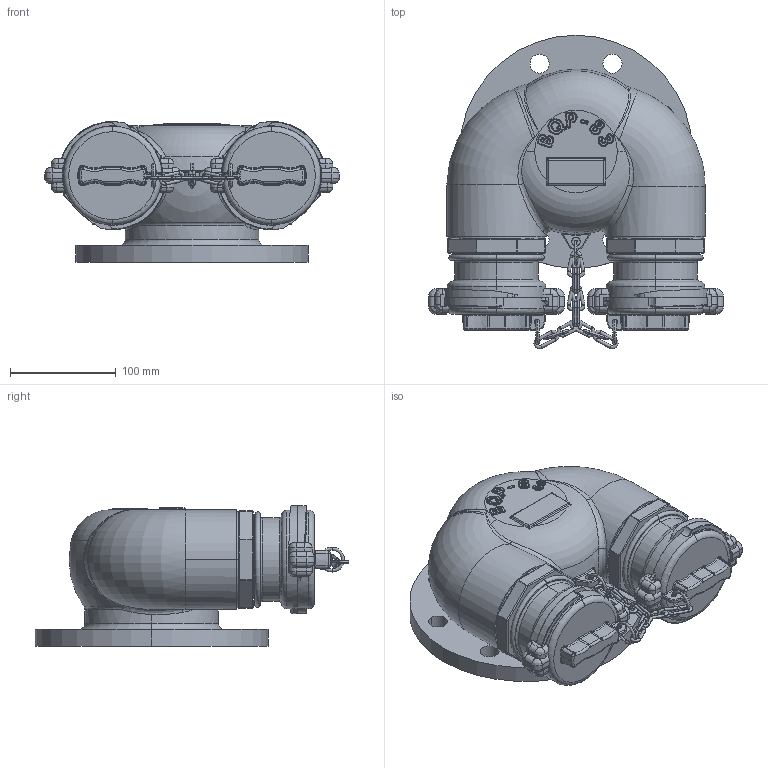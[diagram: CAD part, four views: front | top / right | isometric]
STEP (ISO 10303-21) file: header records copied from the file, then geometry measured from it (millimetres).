
FILE_DESCRIPTION(('STEP AP203'),'1');
FILE_NAME('Hong tiep nuoc 2 cua.stp','2025-07-15T11:50:05',(' '),(' '),'Spatial InterOp 3D',' ',' ');
FILE_SCHEMA(('CONFIG_CONTROL_DESIGN'));
Length unit declared in the file: millimetre
Products named in the file (33): HTN2C; Sweep1; Mirror1[9]; Move Face1; Body-Move/Copy11; <d?u n?i 65>-<Combine1>; Mirror1[3]; Mirror1[6]; <Gioang cao su dau noi>-<Revolve1>; Mirror1[1]; Body-Move/Copy2[1]; Mirror1[10]; <BV sp d?u n?i>-<Cut-Extrude1>; Mirror1[12]; <d?m cao su>-<Revolve1>; Body-Move/Copy7; Body-Move/Copy17; Body-Move/Copy9[1]; Mirror1[4]; Mirror1[5]; Body-Move/Copy14; Body-Move/Copy8[2]; Body-Move/Copy9[2]; Mirror1[14]; Boss-Extrude2; Mirror1[8]; Mirror1[13]; Body-Move/Copy15; Mirror1[2]; <Nap day D65 10424>-<Imported1>; Body-Move/Copy2[2]; Mirror1[7]; Mirror1[11]
Assembly tree (32 placements, depth 2):
  HTN2C
    Sweep1
    Mirror1[9]
    Move Face1
    Body-Move/Copy11
    <d?u n?i 65>-<Combine1>
    Mirror1[3]
    Mirror1[6]
    <Gioang cao su dau noi>-<Revolve1>
    Mirror1[1]
    Body-Move/Copy2[1]
    Mirror1[10]
    <BV sp d?u n?i>-<Cut-Extrude1>
    Mirror1[12]
    <d?m cao su>-<Revolve1>
    Body-Move/Copy7
    Body-Move/Copy17
    Body-Move/Copy9[1]
    Mirror1[4]
    Mirror1[5]
    Body-Move/Copy14
    Body-Move/Copy8[2]
    Body-Move/Copy9[2]
    Mirror1[14]
    Boss-Extrude2
    Mirror1[8]
    Mirror1[13]
    Body-Move/Copy15
    Mirror1[2]
    <Nap day D65 10424>-<Imported1>
    Body-Move/Copy2[2]
    Mirror1[7]
    Mirror1[11]
Bounding box: 278 x 296.11 x 132.99 mm (x, y, z)
Volume: 1795602.2 mm3; surface area: 539249.2 mm2
Topology: 32 solids, 32 shells, 1631 faces, 3765 edges, 2135 vertices
Faces by surface type: cylinder 448, bspline 392, torus 342, plane 221, cone 158, sphere 70
Entity records: 69688 total; most frequent: CARTESIAN_POINT 32647, DIRECTION 7487, ORIENTED_EDGE 7372, EDGE_CURVE 3686, AXIS2_PLACEMENT_3D 3291, VERTEX_POINT 2128, CIRCLE 2019, EDGE_LOOP 1728
